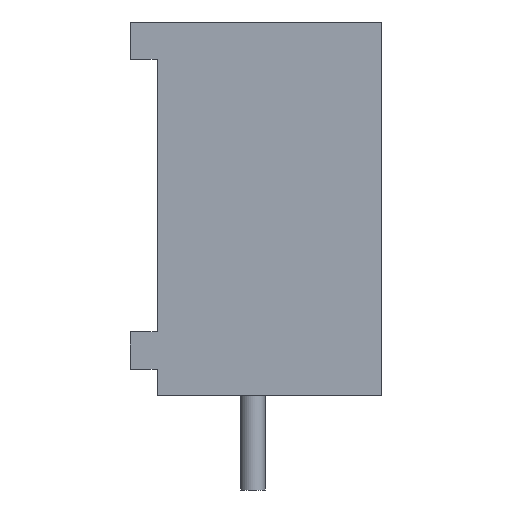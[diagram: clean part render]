
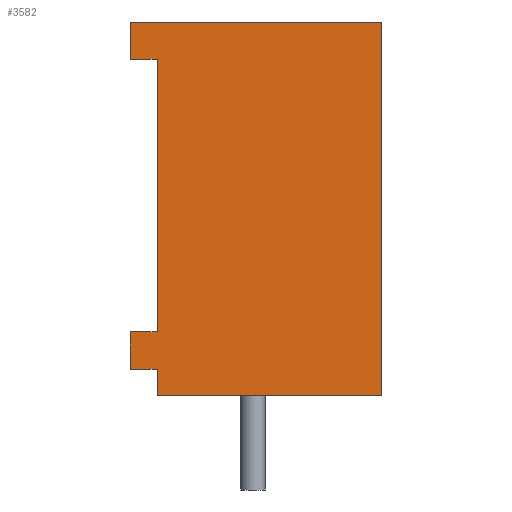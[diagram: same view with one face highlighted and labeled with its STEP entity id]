
A CAD part, left-side view. The second image highlights one B-rep face of the part: STEP entity #3582.
In plain terms, the highlighted planar face has unit normal (-1, 0, 0).
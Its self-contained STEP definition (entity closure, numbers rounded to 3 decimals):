
#223=LINE('',#6238,#606);
#227=LINE('',#6246,#610);
#242=LINE('',#6275,#625);
#246=LINE('',#6283,#629);
#249=LINE('',#6289,#632);
#408=LINE('',#6658,#791);
#414=LINE('',#6687,#797);
#415=LINE('',#6690,#798);
#419=LINE('',#6698,#802);
#420=LINE('',#6699,#803);
#606=VECTOR('',#4162,1000.);
#610=VECTOR('',#4166,1000.);
#625=VECTOR('',#4189,1000.);
#629=VECTOR('',#4197,1000.);
#632=VECTOR('',#4202,1000.);
#791=VECTOR('',#4527,1000.);
#797=VECTOR('',#4575,1000.);
#798=VECTOR('',#4578,1000.);
#802=VECTOR('',#4586,1000.);
#803=VECTOR('',#4587,1000.);
#1059=FACE_OUTER_BOUND('',#1246,.T.);
#1246=EDGE_LOOP('',(#2894,#2895,#2896,#2897,#2898,#2899,#2900,#2901,#2902,
#2903));
#1472=VERTEX_POINT('',#6235);
#1473=VERTEX_POINT('',#6237);
#1476=VERTEX_POINT('',#6243);
#1477=VERTEX_POINT('',#6245);
#1487=VERTEX_POINT('',#6272);
#1489=VERTEX_POINT('',#6281);
#1491=VERTEX_POINT('',#6286);
#1618=VERTEX_POINT('',#6656);
#1621=VERTEX_POINT('',#6689);
#1623=VERTEX_POINT('',#6697);
#1870=EDGE_CURVE('',#1473,#1472,#223,.T.);
#1874=EDGE_CURVE('',#1477,#1476,#227,.T.);
#1889=EDGE_CURVE('',#1473,#1487,#242,.T.);
#1893=EDGE_CURVE('',#1476,#1489,#246,.T.);
#1896=EDGE_CURVE('',#1477,#1491,#249,.T.);
#2073=EDGE_CURVE('',#1472,#1618,#408,.T.);
#2094=EDGE_CURVE('',#1489,#1487,#414,.T.);
#2095=EDGE_CURVE('',#1621,#1491,#415,.T.);
#2099=EDGE_CURVE('',#1623,#1618,#419,.T.);
#2100=EDGE_CURVE('',#1621,#1623,#420,.T.);
#2894=ORIENTED_EDGE('',*,*,#2094,.T.);
#2895=ORIENTED_EDGE('',*,*,#1889,.F.);
#2896=ORIENTED_EDGE('',*,*,#1870,.T.);
#2897=ORIENTED_EDGE('',*,*,#2073,.T.);
#2898=ORIENTED_EDGE('',*,*,#2099,.F.);
#2899=ORIENTED_EDGE('',*,*,#2100,.F.);
#2900=ORIENTED_EDGE('',*,*,#2095,.T.);
#2901=ORIENTED_EDGE('',*,*,#1896,.F.);
#2902=ORIENTED_EDGE('',*,*,#1874,.T.);
#2903=ORIENTED_EDGE('',*,*,#1893,.T.);
#3217=PLANE('',#3800);
#3582=ADVANCED_FACE('',(#1059),#3217,.T.);
#3800=AXIS2_PLACEMENT_3D('',#6696,#4584,#4585);
#4162=DIRECTION('',(0.,0.,-1.));
#4166=DIRECTION('',(0.,0.,-1.));
#4189=DIRECTION('',(0.,1.,0.));
#4197=DIRECTION('',(0.,1.,0.));
#4202=DIRECTION('',(0.,1.,0.));
#4527=DIRECTION('',(0.,-1.,0.));
#4575=DIRECTION('',(0.,0.,-1.));
#4578=DIRECTION('',(0.,0.,-1.));
#4584=DIRECTION('center_axis',(-1.,0.,0.));
#4585=DIRECTION('ref_axis',(0.,0.,1.));
#4586=DIRECTION('',(0.,0.,-1.));
#4587=DIRECTION('',(0.,-1.,0.));
#6235=CARTESIAN_POINT('',(-3.3,4.2,-3.5));
#6237=CARTESIAN_POINT('',(-3.3,4.2,-3.));
#6238=CARTESIAN_POINT('',(-3.3,4.2,-3.5));
#6243=CARTESIAN_POINT('',(-3.3,4.2,-2.3));
#6245=CARTESIAN_POINT('',(-3.3,4.2,2.8));
#6246=CARTESIAN_POINT('',(-3.3,4.2,2.8));
#6272=CARTESIAN_POINT('',(-3.3,4.7,-3.));
#6275=CARTESIAN_POINT('',(-3.3,4.2,-3.));
#6281=CARTESIAN_POINT('',(-3.3,4.7,-2.3));
#6283=CARTESIAN_POINT('',(-3.3,4.2,-2.3));
#6286=CARTESIAN_POINT('',(-3.3,4.7,2.8));
#6289=CARTESIAN_POINT('',(-3.3,4.2,2.8));
#6656=CARTESIAN_POINT('',(-3.3,0.,-3.5));
#6658=CARTESIAN_POINT('',(-3.3,4.7,-3.5));
#6687=CARTESIAN_POINT('',(-3.3,4.7,3.5));
#6689=CARTESIAN_POINT('',(-3.3,4.7,3.5));
#6690=CARTESIAN_POINT('',(-3.3,4.7,3.5));
#6696=CARTESIAN_POINT('Origin',(-3.3,4.7,3.5));
#6697=CARTESIAN_POINT('',(-3.3,0.,3.5));
#6698=CARTESIAN_POINT('',(-3.3,0.,3.5));
#6699=CARTESIAN_POINT('',(-3.3,4.7,3.5));
